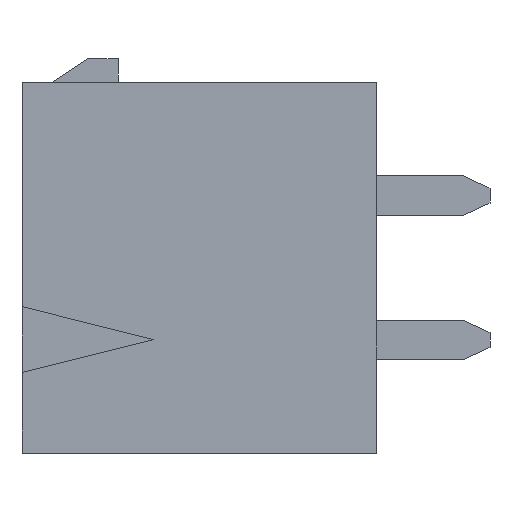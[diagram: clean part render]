
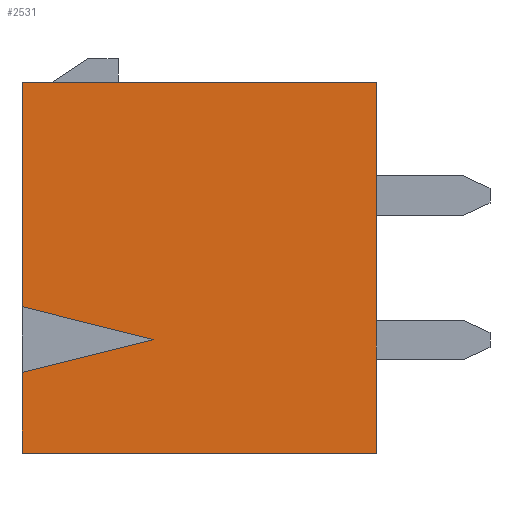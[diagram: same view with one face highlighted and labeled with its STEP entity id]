
A CAD part, left-side view. The second image highlights one B-rep face of the part: STEP entity #2531.
In plain terms, the highlighted planar face has unit normal (-1, 0, 0).
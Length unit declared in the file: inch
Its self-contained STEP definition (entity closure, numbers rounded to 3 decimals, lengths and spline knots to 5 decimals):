
#101 = CARTESIAN_POINT ( 'NONE',  ( -0.48875, 0.38, -0.212 ) ) ;
#102 = DIRECTION ( 'NONE',  ( 0., 1., 0. ) ) ;
#103 = VECTOR ( 'NONE', #102, 39.37008 ) ;
#104 = CARTESIAN_POINT ( 'NONE',  ( -0.48875, -0.025, 0.212 ) ) ;
#105 = LINE ( 'NONE', #104, #103 ) ;
#116 = CARTESIAN_POINT ( 'NONE',  ( -0.48875, -0.025, 0.212 ) ) ;
#117 = CARTESIAN_POINT ( 'NONE',  ( -0.48875, 0.38, 0.212 ) ) ;
#164 = CARTESIAN_POINT ( 'NONE',  ( -0.48875, -0.025, -0.212 ) ) ;
#858 = EDGE_CURVE ( 'NONE', #1975, #860, #3052, .T. ) ;
#860 = VERTEX_POINT ( 'NONE', #3053 ) ;
#882 = EDGE_CURVE ( 'NONE', #885, #1968, #3421, .T. ) ;
#885 = VERTEX_POINT ( 'NONE', #3424 ) ;
#1841 = EDGE_CURVE ( 'NONE', #1931, #1975, #4849, .T. ) ;
#1931 = VERTEX_POINT ( 'NONE', #164 ) ;
#1968 = VERTEX_POINT ( 'NONE', #117 ) ;
#1970 = VERTEX_POINT ( 'NONE', #116 ) ;
#1971 = EDGE_CURVE ( 'NONE', #1970, #1968, #105, .T. ) ;
#1975 = VERTEX_POINT ( 'NONE', #101 ) ;
#2512 = EDGE_CURVE ( 'NONE', #860, #2515, #5708, .T. ) ;
#2514 = ORIENTED_EDGE ( 'NONE', *, *, #2512, .F. ) ;
#2515 = VERTEX_POINT ( 'NONE', #5760 ) ;
#2522 = ORIENTED_EDGE ( 'NONE', *, *, #882, .F. ) ;
#2528 = ORIENTED_EDGE ( 'NONE', *, *, #2536, .F. ) ;
#2529 = ORIENTED_EDGE ( 'NONE', *, *, #1971, .T. ) ;
#2530 = ORIENTED_EDGE ( 'NONE', *, *, #2533, .T. ) ;
#2531 = ADVANCED_FACE ( 'NONE', ( #5822 ), #5821, .T. ) ;
#2532 = ORIENTED_EDGE ( 'NONE', *, *, #858, .F. ) ;
#2533 = EDGE_CURVE ( 'NONE', #1931, #1970, #5820, .T. ) ;
#2534 = ORIENTED_EDGE ( 'NONE', *, *, #1841, .F. ) ;
#2536 = EDGE_CURVE ( 'NONE', #2515, #885, #5884, .T. ) ;
#2587 = EDGE_LOOP ( 'NONE', ( #2514, #2532, #2534, #2530, #2529, #2522, #2528 ) ) ;
#3049 = DIRECTION ( 'NONE',  ( 0., 0., 1. ) ) ;
#3050 = VECTOR ( 'NONE', #3049, 39.37008 ) ;
#3051 = CARTESIAN_POINT ( 'NONE',  ( -0.48875, 0.38, -0.212 ) ) ;
#3052 = LINE ( 'NONE', #3051, #3050 ) ;
#3053 = CARTESIAN_POINT ( 'NONE',  ( -0.48875, 0.38, -0.1195 ) ) ;
#3384 = DIRECTION ( 'NONE',  ( 0., 0., 1. ) ) ;
#3413 = CARTESIAN_POINT ( 'NONE',  ( -0.48875, 0.38, -0.212 ) ) ;
#3421 = LINE ( 'NONE', #3413, #3423 ) ;
#3423 = VECTOR ( 'NONE', #3384, 39.37008 ) ;
#3424 = CARTESIAN_POINT ( 'NONE',  ( -0.48875, 0.38, -0.0445 ) ) ;
#4846 = DIRECTION ( 'NONE',  ( 0., 1., 0. ) ) ;
#4847 = VECTOR ( 'NONE', #4846, 39.37008 ) ;
#4848 = CARTESIAN_POINT ( 'NONE',  ( -0.48875, -0.025, -0.212 ) ) ;
#4849 = LINE ( 'NONE', #4848, #4847 ) ;
#5707 = CARTESIAN_POINT ( 'NONE',  ( -0.48875, 0.23, -0.082 ) ) ;
#5708 = LINE ( 'NONE', #5707, #5808 ) ;
#5760 = CARTESIAN_POINT ( 'NONE',  ( -0.48875, 0.23, -0.082 ) ) ;
#5801 = CARTESIAN_POINT ( 'NONE',  ( -0.48875, -0.025, -0.212 ) ) ;
#5802 = AXIS2_PLACEMENT_3D ( 'NONE', #5801, #5812, #5811 ) ;
#5807 = DIRECTION ( 'NONE',  ( 0., -0.97, 0.243 ) ) ;
#5808 = VECTOR ( 'NONE', #5807, 39.37008 ) ;
#5811 = DIRECTION ( 'NONE',  ( 0., 0., 1. ) ) ;
#5812 = DIRECTION ( 'NONE',  ( -1., 0., 0. ) ) ;
#5813 = VECTOR ( 'NONE', #5889, 39.37008 ) ;
#5814 = CARTESIAN_POINT ( 'NONE',  ( -0.48875, -0.025, -0.212 ) ) ;
#5820 = LINE ( 'NONE', #5814, #5813 ) ;
#5821 = PLANE ( 'NONE',  #5802 ) ;
#5822 = FACE_OUTER_BOUND ( 'NONE', #2587, .T. ) ;
#5881 = DIRECTION ( 'NONE',  ( 0., 0.97, 0.243 ) ) ;
#5882 = VECTOR ( 'NONE', #5881, 39.37008 ) ;
#5883 = CARTESIAN_POINT ( 'NONE',  ( -0.48875, 0.38, -0.0445 ) ) ;
#5884 = LINE ( 'NONE', #5883, #5882 ) ;
#5889 = DIRECTION ( 'NONE',  ( 0., 0., 1. ) ) ;
